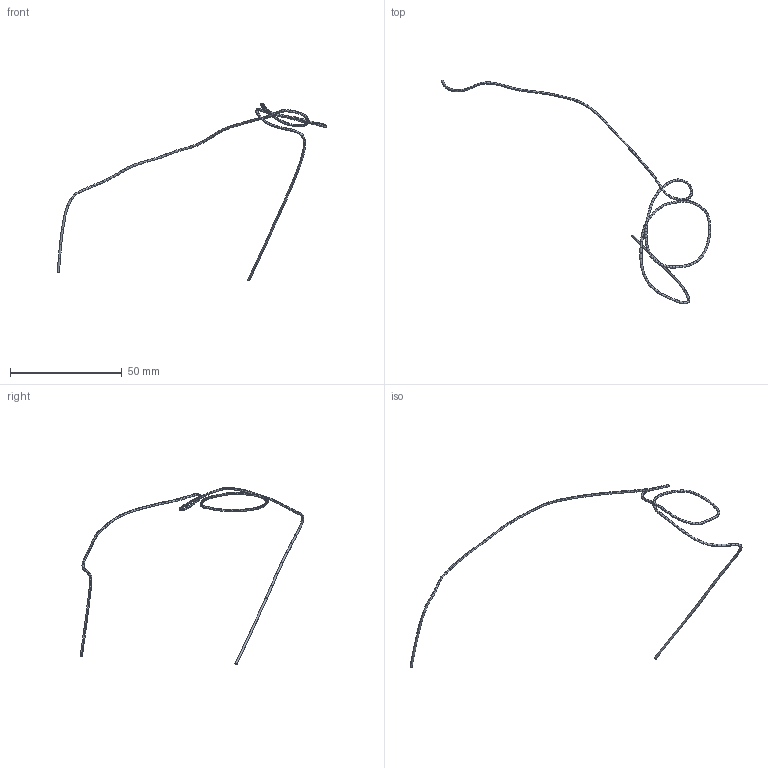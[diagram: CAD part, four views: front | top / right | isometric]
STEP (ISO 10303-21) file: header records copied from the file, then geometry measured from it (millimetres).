
FILE_DESCRIPTION(('STEP AP214'),'1');
FILE_NAME('Adult_DBS_08_Insulation_Right.step','2024-02-05T22:21:56',(' '),('ANSOFT Corporation'),'Spatial InterOp 3D',' ',' ');
FILE_SCHEMA(('AUTOMOTIVE_DESIGN { 1 0 10303 214 1 1 1 1 }'));
Length unit declared in the file: millimetre
Products named in the file (1): Insulation_right
Bounding box: 120.34 x 99.96 x 79.2 mm (x, y, z)
Volume: 335.8 mm3; surface area: 1344.9 mm2
Topology: 1 solids, 1 shells, 408 faces, 1086 edges, 680 vertices
Faces by surface type: cylinder 406, plane 2
Entity records: 12938 total; most frequent: DIRECTION 2584, CARTESIAN_POINT 2175, ORIENTED_EDGE 2172, AXIS2_PLACEMENT_3D 1089, EDGE_CURVE 1086, VERTEX_POINT 680, ELLIPSE 643, ADVANCED_FACE 408
